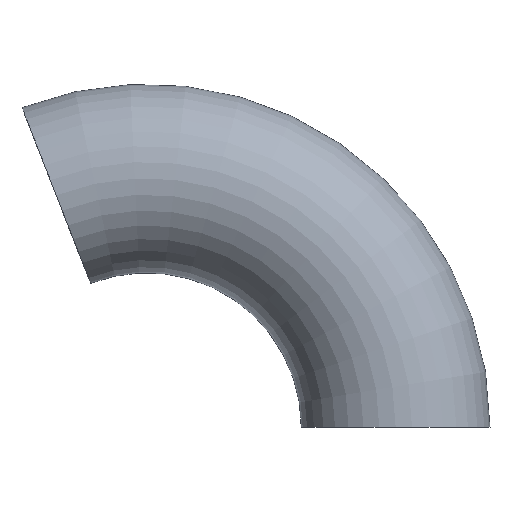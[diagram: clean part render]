
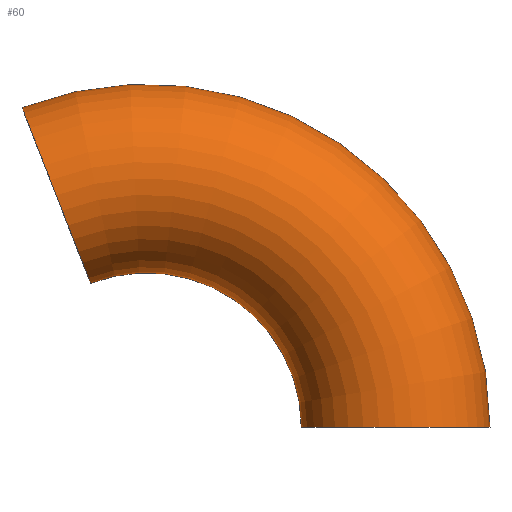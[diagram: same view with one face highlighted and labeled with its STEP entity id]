
A CAD part, top view. The second image highlights one B-rep face of the part: STEP entity #60.
In plain terms, the highlighted toroidal (fillet/blend) face has major radius 120 mm and minor radius 45.5 mm.
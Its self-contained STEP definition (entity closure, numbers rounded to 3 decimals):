
#20=FACE_OUTER_BOUND('',#24,.T.);
#24=EDGE_LOOP('',(#49,#50,#51,#52));
#32=CIRCLE('',#82,45.5);
#33=CIRCLE('',#83,74.5);
#34=CIRCLE('',#84,45.5);
#37=VERTEX_POINT('',#117);
#38=VERTEX_POINT('',#119);
#42=EDGE_CURVE('',#37,#37,#32,.T.);
#43=EDGE_CURVE('',#37,#38,#33,.T.);
#44=EDGE_CURVE('',#38,#38,#34,.T.);
#49=ORIENTED_EDGE('',*,*,#42,.F.);
#50=ORIENTED_EDGE('',*,*,#43,.T.);
#51=ORIENTED_EDGE('',*,*,#44,.F.);
#52=ORIENTED_EDGE('',*,*,#43,.F.);
#58=TOROIDAL_SURFACE('',#81,120.,45.5);
#60=ADVANCED_FACE('',(#20),#58,.T.);
#81=AXIS2_PLACEMENT_3D('',#116,#97,#98);
#82=AXIS2_PLACEMENT_3D('',#118,#99,#100);
#83=AXIS2_PLACEMENT_3D('',#120,#101,#102);
#84=AXIS2_PLACEMENT_3D('',#121,#103,#104);
#97=DIRECTION('center_axis',(0.,0.,1.));
#98=DIRECTION('ref_axis',(1.,0.,0.));
#99=DIRECTION('center_axis',(-0.932,-0.364,0.));
#100=DIRECTION('ref_axis',(-0.364,0.932,0.));
#101=DIRECTION('center_axis',(0.,0.,-1.));
#102=DIRECTION('ref_axis',(1.,0.,0.));
#103=DIRECTION('center_axis',(0.,-1.,0.));
#104=DIRECTION('ref_axis',(1.,0.,0.));
#116=CARTESIAN_POINT('Origin',(0.,0.,0.));
#117=CARTESIAN_POINT('',(-27.086,69.402,0.));
#118=CARTESIAN_POINT('Origin',(-43.629,111.788,0.));
#119=CARTESIAN_POINT('',(74.5,0.,0.));
#120=CARTESIAN_POINT('Origin',(0.,0.,0.));
#121=CARTESIAN_POINT('Origin',(120.,0.,0.));
